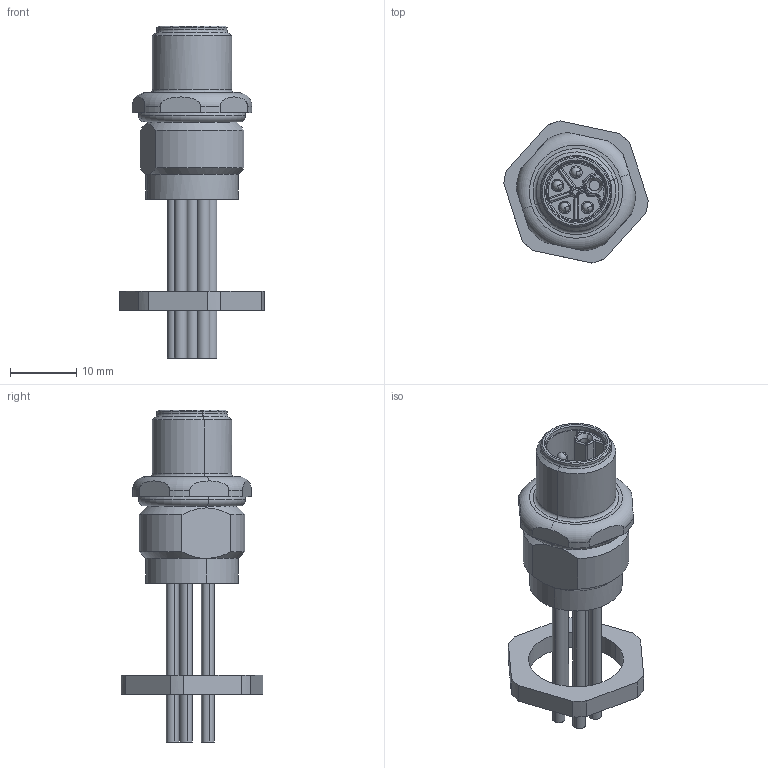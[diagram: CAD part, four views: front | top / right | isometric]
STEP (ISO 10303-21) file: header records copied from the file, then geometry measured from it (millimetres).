
FILE_DESCRIPTION(('CATIA V5 STEP Exchange','CAx-IF Rec.Pracs.--- Model Styling and Organization---1.5--- 2016-08-15','CAx-IF Rec.Pracs.---Supplemental Geometry---1.0---2011-11-01','CAx-IF Rec.Pracs.--- Composite Materials ---1.1---2010-07-15'),'2;1');
FILE_NAME ('114534-3_0', '2025-08-20T11:43:23+00:00', ('none'), ('Weidmueller'), 'CATIA Version 5-6 Release 2024 SP4', 'CATIA V5 STEP AP214 v3', 'none');
FILE_SCHEMA(('AUTOMOTIVE_DESIGN { 1 0 10303 214 1 1 1 1 }'));
Length unit declared in the file: millimetre
Products named in the file (1): 2530770000
Bounding box: 21.85 x 21.47 x 50.2 mm (x, y, z)
Volume: 4321.1 mm3; surface area: 3843.6 mm2
Topology: 2 solids, 2 shells, 224 faces, 567 edges, 342 vertices
Faces by surface type: cylinder 97, plane 49, torus 37, sphere 22, cone 14, bspline 5
Entity records: 6964 total; most frequent: CARTESIAN_POINT 2133, ORIENTED_EDGE 1090, DIRECTION 766, EDGE_CURVE 545, AXIS2_PLACEMENT_3D 410, VERTEX_POINT 342, EDGE_LOOP 243, CIRCLE 236
